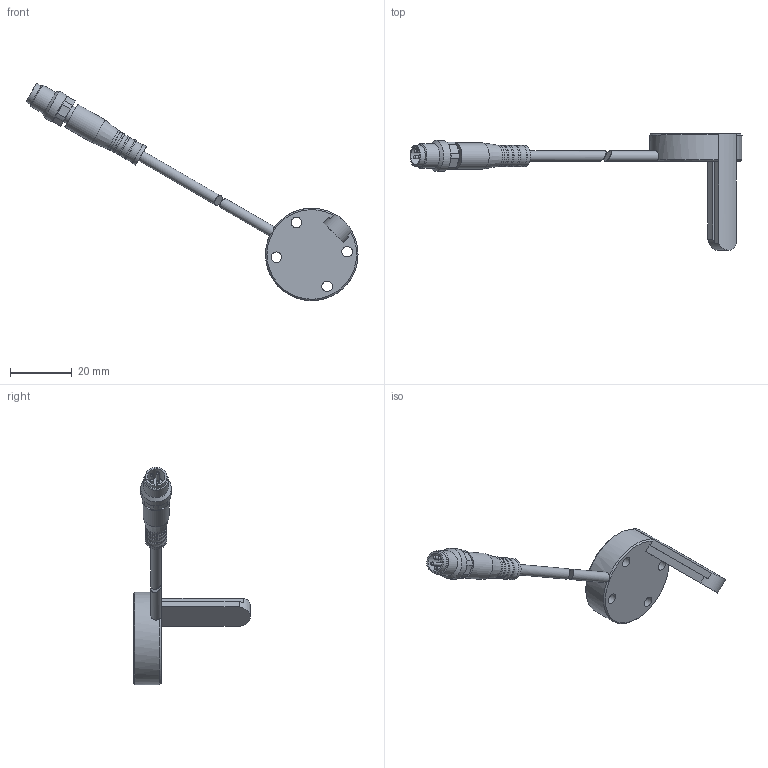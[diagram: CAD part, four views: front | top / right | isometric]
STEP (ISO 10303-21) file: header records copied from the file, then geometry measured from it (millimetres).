
FILE_DESCRIPTION(/* description */ ('STEP AP214'),/* implementation_level */ '2;1');
FILE_NAME(/* name */ '175713_SMH-S1-HGD16',/* time_stamp */ '2024-09-15T08:21:54+02:00',/* author */ ('License CC BY-ND 4.0'),/* organization */ ('CADENAS'),/* preprocessor_version */ 'ST-DEVELOPER v19.3',/* originating_system */ 'PARTsolutions',/* authorisation */ ' ');
FILE_SCHEMA (('AUTOMOTIVE_DESIGN {1 0 10303 214 3 1 1}'));
Length unit declared in the file: millimetre
Products named in the file (3): 175713 SMH-S1-HGD16---(high); 175713 SMH-S1-HGD16---(high_p); 384552 SMH-S1-0.5-M8D---(high)
Assembly tree (2 placements, depth 2):
  175713 SMH-S1-HGD16---(high)
    175713 SMH-S1-HGD16---(high_p)
    384552 SMH-S1-0.5-M8D---(high)
Bounding box: 107.74 x 37.9 x 70.54 mm (x, y, z)
Volume: 9481.5 mm3; surface area: 5277 mm2
Topology: 2 solids, 2 shells, 98 faces, 225 edges, 140 vertices
Faces by surface type: cylinder 37, plane 37, torus 13, cone 7, sphere 4
Full cylindrical faces by diameter (mm): 1 x4, 3 x2, 3.4 x6, 5.7 x1, 5.775 x1, 5.9 x1, 6.9 x1, 7 x5, 8 x1, 8.5 x1, 10 x1
Entity records: 2930 total; most frequent: DIRECTION 451, CARTESIAN_POINT 423, ORIENTED_EDGE 328, AXIS2_PLACEMENT_3D 194, EDGE_CURVE 164, EDGE_LOOP 160, FACE_BOUND 160, VERTEX_POINT 124
